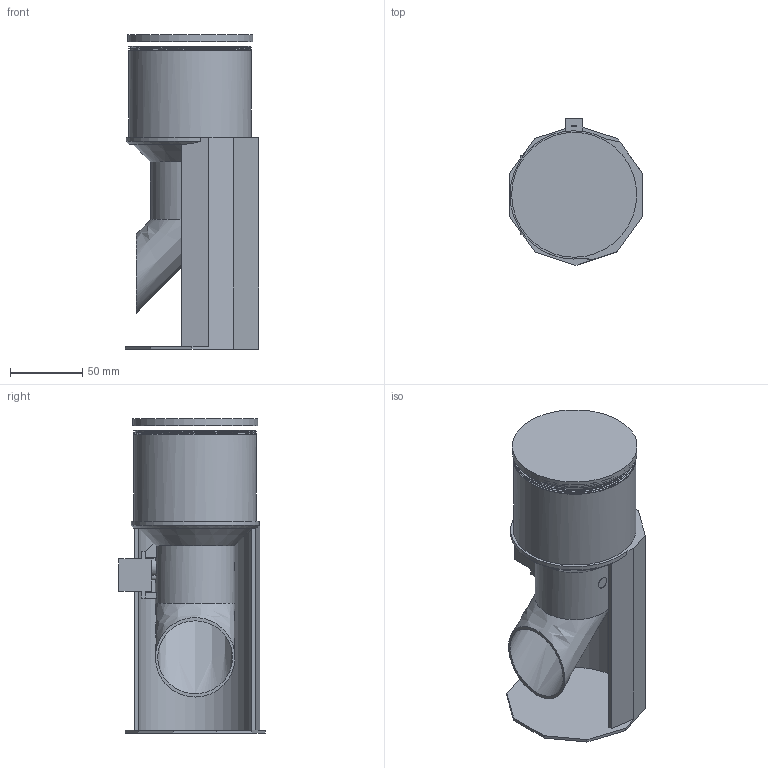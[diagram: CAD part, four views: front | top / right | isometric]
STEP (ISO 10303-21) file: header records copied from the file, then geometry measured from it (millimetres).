
FILE_DESCRIPTION(/* description */ (''),/* implementation_level */ '2;1');
FILE_NAME(/* name */ 'rotating shaft v3.step',/* time_stamp */ '2019-07-25T14:33:44+02:00',/* author */ (''),/* organization */ (''),/* preprocessor_version */ 'ST-DEVELOPER v18',/* originating_system */ 'Autodesk Translation Framework v8.2.0.1029',/* authorisation */ '');
FILE_SCHEMA (('AUTOMOTIVE_DESIGN { 1 0 10303 214 3 1 1 }'));
Length unit declared in the file: millimetre
Products named in the file (7): rotating shaft; Container; shaft; Lid; Base; Servo-sg90; Servo-sg90-final
Assembly tree (6 placements, depth 3):
  rotating shaft
    Container
    shaft
    Lid
    Base
    Servo-sg90
      Servo-sg90-final
Bounding box: 92.33 x 101.44 x 217.91 mm (x, y, z)
Volume: 234391.9 mm3; surface area: 158217.9 mm2
Topology: 6 solids, 6 shells, 197 faces, 513 edges, 339 vertices
Faces by surface type: plane 124, cylinder 62, bspline 6, cone 4, torus 1
Full cylindrical faces by diameter (mm): 1.623 x2, 1.7 x1, 2 x1, 4.6 x1, 5 x2, 7 x1, 8 x1, 51.8 x1, 55 x1, 81.8 x1, 83.127 x1, 83.526 x2, 84.85 x2, 84.86 x1, 85.214 x1, 86.6 x1
Entity records: 11637 total; most frequent: CARTESIAN_POINT 6520, ORIENTED_EDGE 1018, DIRECTION 1007, EDGE_CURVE 509, AXIS2_PLACEMENT_3D 370, VERTEX_POINT 337, LINE 267, VECTOR 267
